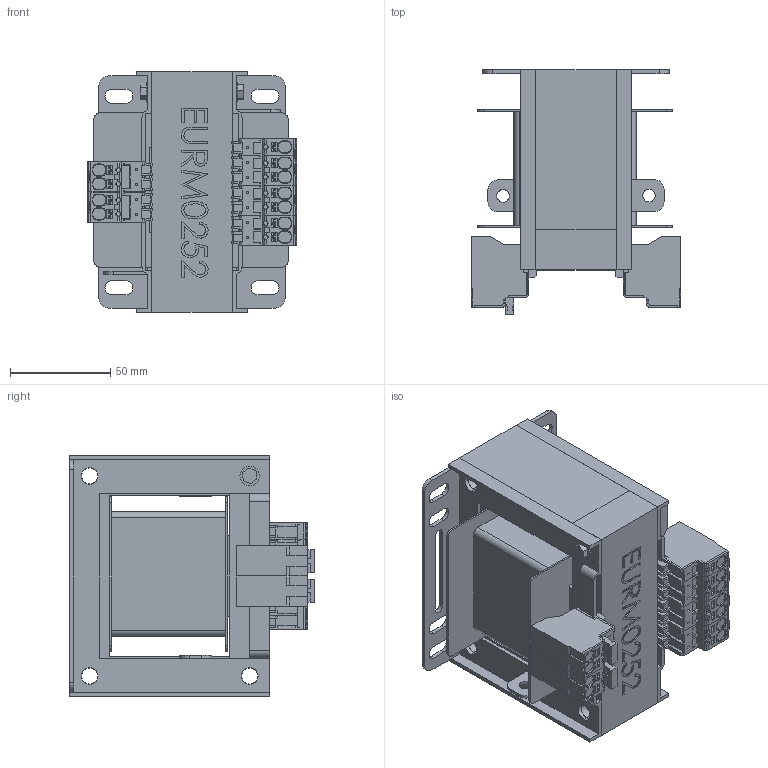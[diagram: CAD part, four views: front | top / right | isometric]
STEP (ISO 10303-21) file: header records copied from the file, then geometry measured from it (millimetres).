
FILE_DESCRIPTION (( 'STEP AP203' ), '1' );
FILE_NAME ('EURM0252.STEP', '2024-07-08T11:56:43', ( 'Utilisateur Windows' ), ( '' ), 'SwSTEP 2.0', 'SolidWorks 2023', '' );
FILE_SCHEMA (( 'CONFIG_CONTROL_DESIGN' ));
Length unit declared in the file: millimetre
Products named in the file (12): Conta clip PTKS 4-3 Couvercle; Cadre pour borne WAGO 100 x 120; Tôle monophase EI 100x120 1W7 - E - 40; Conta clip PTKS Cavalier; Tôle monophase EI 100x120 1W7 - I - 40; Carcasse mono EI 120x50_Ref 340; Rondelle M4; Vis tete hexa M4; Conta clip PTKS 4-1; EURM0252; Conta clip PTKS 4-2; Conta clip PTKS 4-2 Couvercle
Assembly tree (22 placements, depth 2):
  EURM0252
    Conta clip PTKS Cavalier  x2
    Conta clip PTKS 4-2  x5
    Conta clip PTKS 4-1
    Conta clip PTKS 4-2 Couvercle  x4
    Vis tete hexa M4  x2
    Rondelle M4  x2
    Conta clip PTKS 4-3 Couvercle
    Tôle monophase EI 100x120 1W7 - E - 40
    Tôle monophase EI 100x120 1W7 - I - 40
    Cadre pour borne WAGO 100 x 120  x2
    Carcasse mono EI 120x50_Ref 340
Bounding box: 104.6 x 122.3 x 120 mm (x, y, z)
Volume: 604105.9 mm3; surface area: 199873.3 mm2
Topology: 22 solids, 22 shells, 2939 faces, 8249 edges, 5449 vertices
Faces by surface type: plane 2123, cylinder 696, bspline 64, cone 44, torus 12
Entity records: 39759 total; most frequent: CARTESIAN_POINT 9683, ORIENTED_EDGE 6190, DIRECTION 5538, EDGE_CURVE 3095, VECTOR 2448, LINE 2448, VERTEX_POINT 2045, AXIS2_PLACEMENT_3D 1545
